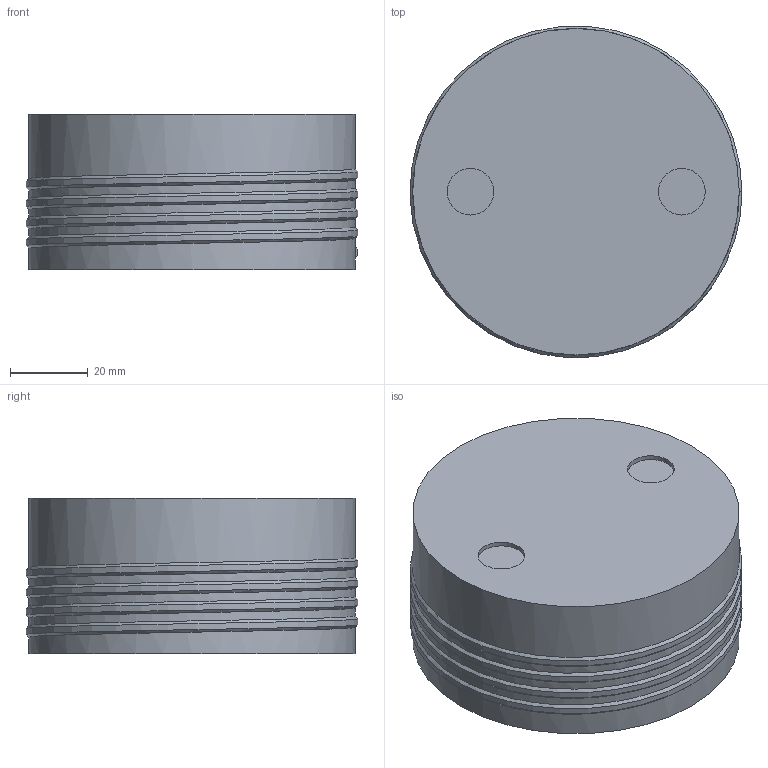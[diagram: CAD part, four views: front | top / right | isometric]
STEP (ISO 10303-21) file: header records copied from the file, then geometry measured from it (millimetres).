
FILE_DESCRIPTION(('FreeCAD Model'),'2;1');
FILE_NAME('Open CASCADE Shape Model','2025-03-17T14:41:31',(''),(''), 'Open CASCADE STEP processor 7.7','FreeCAD','Unknown');
FILE_SCHEMA(('AUTOMOTIVE_DESIGN { 1 0 10303 214 1 1 1 1 }'));
Length unit declared in the file: millimetre
Products named in the file (1): cap
Bounding box: 85.39 x 85.25 x 40 mm (x, y, z)
Volume: 32938.2 mm3; surface area: 31677 mm2
Topology: 1 solids, 1 shells, 27 faces, 50 edges, 28 vertices
Faces by surface type: bspline 12, cylinder 8, plane 7
Full cylindrical faces by diameter (mm): 12 x2, 82 x1, 84 x5
Entity records: 3760 total; most frequent: CARTESIAN_POINT 2580, DIRECTION 135, ORIENTED_EDGE 100, PCURVE 100, DEFINITIONAL_REPRESENTATION 100, LINE 81, VECTOR 81, B_SPLINE_CURVE_WITH_KNOTS 53
